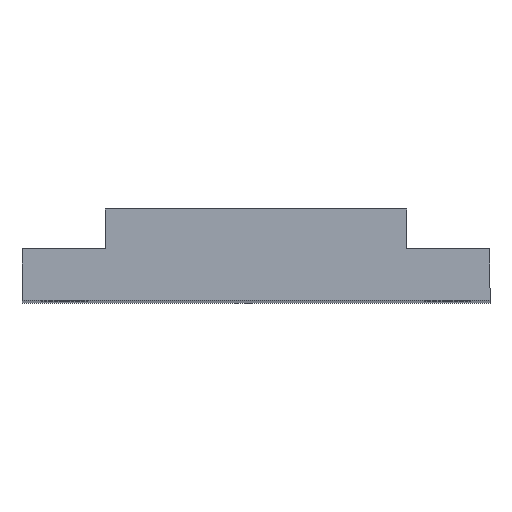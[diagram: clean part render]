
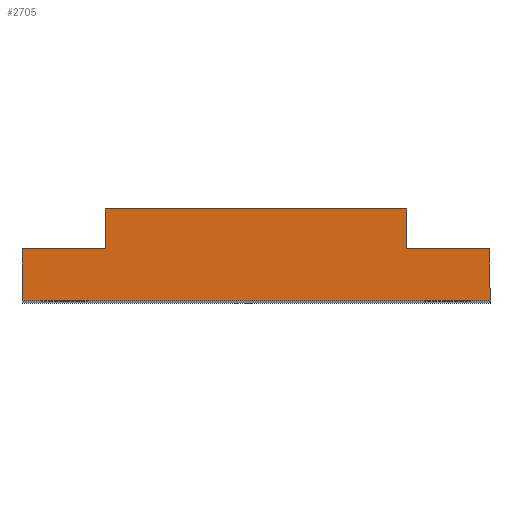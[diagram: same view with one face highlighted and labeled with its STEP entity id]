
A CAD part, top view. The second image highlights one B-rep face of the part: STEP entity #2705.
In plain terms, the highlighted planar face has unit normal (0, 0, 1).
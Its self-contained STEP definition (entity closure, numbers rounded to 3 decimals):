
#152 = VECTOR ( 'NONE', #1602, 1000. ) ;
#163 = ORIENTED_EDGE ( 'NONE', *, *, #1902, .T. ) ;
#182 = LINE ( 'NONE', #1923, #1291 ) ;
#266 = CARTESIAN_POINT ( 'NONE',  ( 27.5, 6., 100. ) ) ;
#308 = ORIENTED_EDGE ( 'NONE', *, *, #1090, .T. ) ;
#374 = LINE ( 'NONE', #1374, #152 ) ;
#452 = ORIENTED_EDGE ( 'NONE', *, *, #2425, .T. ) ;
#471 = CARTESIAN_POINT ( 'NONE',  ( -17.7, 6., 100. ) ) ;
#502 = VERTEX_POINT ( 'NONE', #2465 ) ;
#613 = CARTESIAN_POINT ( 'NONE',  ( 17.7, 6., 100. ) ) ;
#620 = LINE ( 'NONE', #2598, #2546 ) ;
#626 = CARTESIAN_POINT ( 'NONE',  ( 27.5, 0., 100. ) ) ;
#638 = ORIENTED_EDGE ( 'NONE', *, *, #1055, .T. ) ;
#876 = EDGE_CURVE ( 'NONE', #2913, #2508, #937, .T. ) ;
#915 = DIRECTION ( 'NONE',  ( 1., 0., 0. ) ) ;
#923 = PLANE ( 'NONE',  #1957 ) ;
#930 = VERTEX_POINT ( 'NONE', #1069 ) ;
#931 = LINE ( 'NONE', #1679, #1540 ) ;
#937 = LINE ( 'NONE', #1454, #2549 ) ;
#1055 = EDGE_CURVE ( 'NONE', #930, #2339, #620, .T. ) ;
#1069 = CARTESIAN_POINT ( 'NONE',  ( -17.7, 10.7, 100. ) ) ;
#1090 = EDGE_CURVE ( 'NONE', #3211, #502, #374, .T. ) ;
#1170 = EDGE_CURVE ( 'NONE', #2339, #3211, #1952, .T. ) ;
#1179 = VECTOR ( 'NONE', #1506, 1000. ) ;
#1238 = LINE ( 'NONE', #1970, #2685 ) ;
#1291 = VECTOR ( 'NONE', #915, 1000. ) ;
#1365 = VECTOR ( 'NONE', #2200, 1000. ) ;
#1374 = CARTESIAN_POINT ( 'NONE',  ( -27.5, 6., 100. ) ) ;
#1454 = CARTESIAN_POINT ( 'NONE',  ( 27.5, 6., 100. ) ) ;
#1506 = DIRECTION ( 'NONE',  ( 0., 1., 0. ) ) ;
#1540 = VECTOR ( 'NONE', #2914, 1000. ) ;
#1602 = DIRECTION ( 'NONE',  ( 0., -1., 0. ) ) ;
#1632 = DIRECTION ( 'NONE',  ( 0., -1., 0. ) ) ;
#1679 = CARTESIAN_POINT ( 'NONE',  ( 17.7, 10.7, 100. ) ) ;
#1698 = EDGE_LOOP ( 'NONE', ( #308, #2291, #452, #1771, #163, #2927, #638, #3091 ) ) ;
#1771 = ORIENTED_EDGE ( 'NONE', *, *, #876, .T. ) ;
#1829 = EDGE_CURVE ( 'NONE', #2684, #930, #931, .T. ) ;
#1902 = EDGE_CURVE ( 'NONE', #2508, #2684, #1238, .T. ) ;
#1923 = CARTESIAN_POINT ( 'NONE',  ( -27.5, 0., 100. ) ) ;
#1925 = DIRECTION ( 'NONE',  ( -1., 0., 0. ) ) ;
#1944 = DIRECTION ( 'NONE',  ( 1., 0., 0. ) ) ;
#1952 = LINE ( 'NONE', #471, #1365 ) ;
#1957 = AXIS2_PLACEMENT_3D ( 'NONE', #2630, #2177, #1944 ) ;
#1970 = CARTESIAN_POINT ( 'NONE',  ( 17.7, 6., 100. ) ) ;
#1987 = CARTESIAN_POINT ( 'NONE',  ( -27.5, 6., 100. ) ) ;
#2177 = DIRECTION ( 'NONE',  ( 0., 0., 1. ) ) ;
#2200 = DIRECTION ( 'NONE',  ( -1., 0., 0. ) ) ;
#2291 = ORIENTED_EDGE ( 'NONE', *, *, #3205, .T. ) ;
#2298 = CARTESIAN_POINT ( 'NONE',  ( -17.7, 6., 100. ) ) ;
#2339 = VERTEX_POINT ( 'NONE', #2298 ) ;
#2417 = FACE_OUTER_BOUND ( 'NONE', #1698, .T. ) ;
#2425 = EDGE_CURVE ( 'NONE', #2565, #2913, #3220, .T. ) ;
#2465 = CARTESIAN_POINT ( 'NONE',  ( -27.5, 0., 100. ) ) ;
#2487 = CARTESIAN_POINT ( 'NONE',  ( 27.5, 0., 100. ) ) ;
#2508 = VERTEX_POINT ( 'NONE', #613 ) ;
#2546 = VECTOR ( 'NONE', #1632, 1000. ) ;
#2549 = VECTOR ( 'NONE', #1925, 1000. ) ;
#2565 = VERTEX_POINT ( 'NONE', #626 ) ;
#2598 = CARTESIAN_POINT ( 'NONE',  ( -17.7, 10.7, 100. ) ) ;
#2630 = CARTESIAN_POINT ( 'NONE',  ( 0., 0., 100. ) ) ;
#2684 = VERTEX_POINT ( 'NONE', #2954 ) ;
#2685 = VECTOR ( 'NONE', #2962, 1000. ) ;
#2705 = ADVANCED_FACE ( 'NONE', ( #2417 ), #923, .T. ) ;
#2913 = VERTEX_POINT ( 'NONE', #266 ) ;
#2914 = DIRECTION ( 'NONE',  ( -1., 0., 0. ) ) ;
#2927 = ORIENTED_EDGE ( 'NONE', *, *, #1829, .T. ) ;
#2954 = CARTESIAN_POINT ( 'NONE',  ( 17.7, 10.7, 100. ) ) ;
#2962 = DIRECTION ( 'NONE',  ( 0., 1., 0. ) ) ;
#3091 = ORIENTED_EDGE ( 'NONE', *, *, #1170, .T. ) ;
#3205 = EDGE_CURVE ( 'NONE', #502, #2565, #182, .T. ) ;
#3211 = VERTEX_POINT ( 'NONE', #1987 ) ;
#3220 = LINE ( 'NONE', #2487, #1179 ) ;
